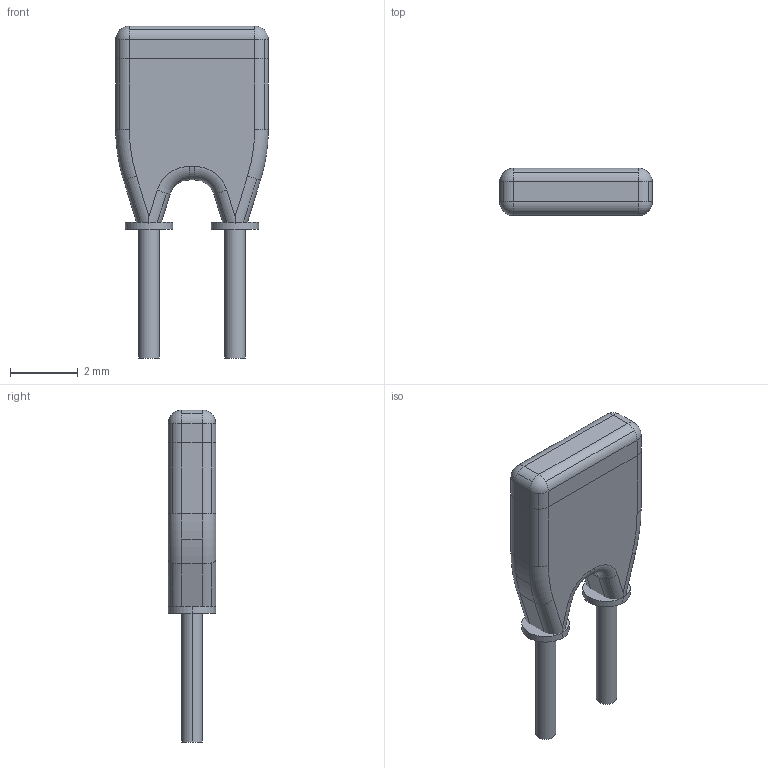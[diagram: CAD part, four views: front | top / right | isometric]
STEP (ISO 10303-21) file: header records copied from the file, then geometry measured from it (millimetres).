
FILE_DESCRIPTION((''),'2;1');
FILE_NAME('CAPRR254-140X450X600.stp','2009-10-28T17:39:12',(''),(''),'Mechanical Desktop 2006','Mechanical Desktop 2006',', , ');
FILE_SCHEMA(('AUTOMOTIVE_DESIGN { 1 2 10303 214 0 1 1 1 }'));
Length unit declared in the file: millimetre
Products named in the file (1): Product
Bounding box: 4.5 x 1.4 x 9.8 mm (x, y, z)
Volume: 34 mm3; surface area: 105 mm2
Topology: 6 solids, 6 shells, 98 faces, 236 edges, 148 vertices
Faces by surface type: cylinder 60, plane 26, torus 8, sphere 4
Entity records: 2917 total; most frequent: DIRECTION 562, CARTESIAN_POINT 477, ORIENTED_EDGE 460, AXIS2_PLACEMENT_3D 231, EDGE_CURVE 230, VERTEX_POINT 144, CIRCLE 112, VECTOR 100
